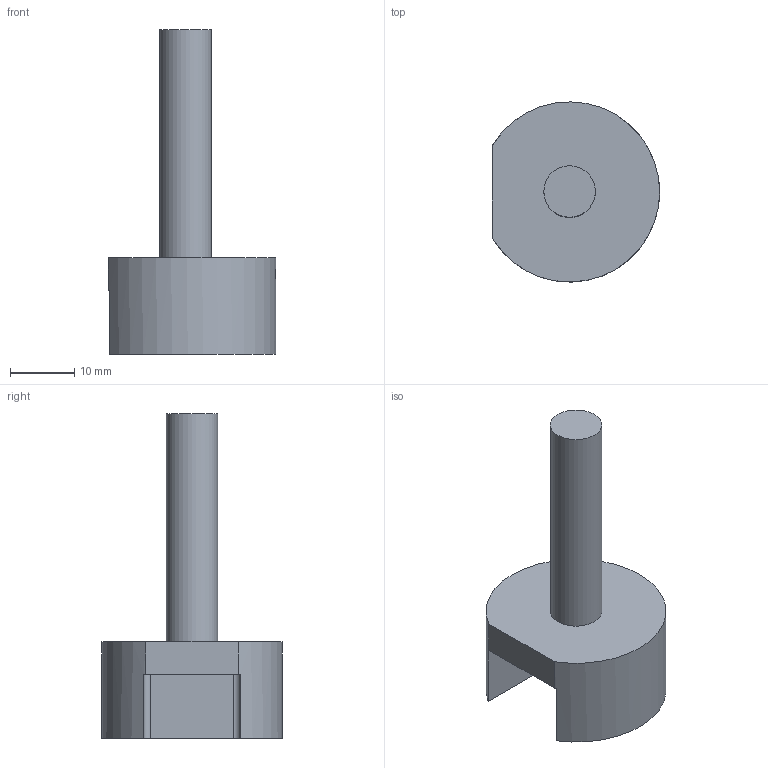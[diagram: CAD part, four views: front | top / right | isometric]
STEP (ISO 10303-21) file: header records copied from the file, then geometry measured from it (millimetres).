
FILE_DESCRIPTION(/* description */ (''),/* implementation_level */ '2;1');
FILE_NAME(/* name */ 'ASSC_08.step',/* time_stamp */ '2018-04-23T16:07:23+02:00',/* author */ (''),/* organization */ (''),/* preprocessor_version */ 'ST-DEVELOPER v17',/* originating_system */ 'Autodesk Translation Framework v7.1.0.215',/* authorisation */ '');
FILE_SCHEMA (('AUTOMOTIVE_DESIGN { 1 0 10303 214 3 1 1 }'));
Length unit declared in the file: millimetre
Products named in the file (1): Plunger B 
Bounding box: 26 x 28 x 50.5 mm (x, y, z)
Volume: 7985.7 mm3; surface area: 4202 mm2
Topology: 1 solids, 1 shells, 16 faces, 40 edges, 28 vertices
Faces by surface type: plane 9, cylinder 6, cone 1
Full cylindrical faces by diameter (mm): 2 x1, 4 x1, 8 x1
Entity records: 548 total; most frequent: CARTESIAN_POINT 119, DIRECTION 86, ORIENTED_EDGE 78, EDGE_CURVE 39, AXIS2_PLACEMENT_3D 33, VERTEX_POINT 28, LINE 20, VECTOR 20
